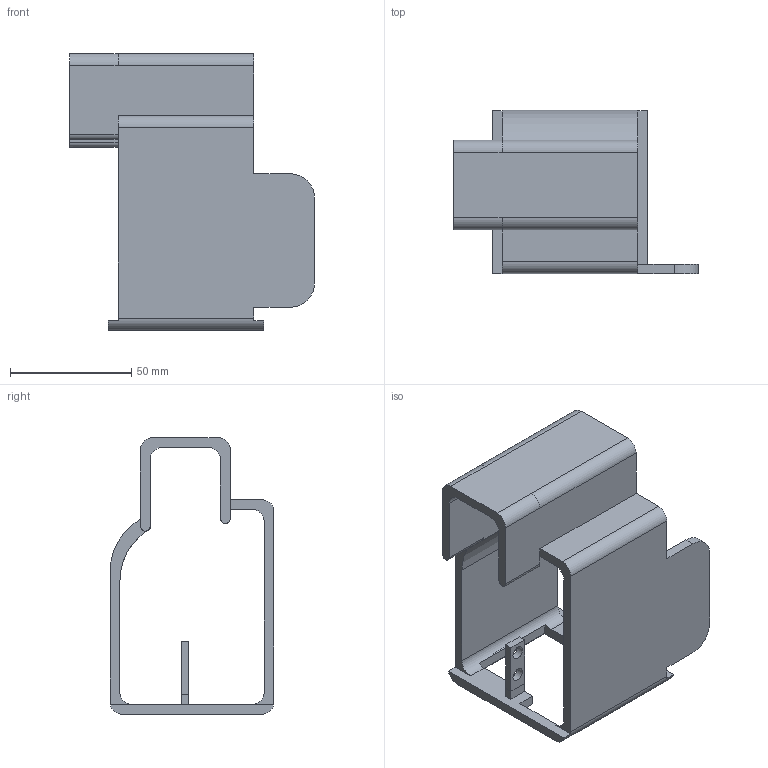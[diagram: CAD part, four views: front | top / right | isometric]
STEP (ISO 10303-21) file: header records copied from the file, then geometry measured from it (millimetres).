
FILE_DESCRIPTION(/* description */ (''),/* implementation_level */ '2;1');
FILE_NAME(/* name */ 'pitch_box_v5.stp',/* time_stamp */ '2025-01-18T15:02:31+03:00',/* author */ (''),/* organization */ (''),/* preprocessor_version */ 'ST-DEVELOPER v16',/* originating_system */ 'SIEMENS PLM Software NX 11.0',/* authorisation */ '');
FILE_SCHEMA (('AUTOMOTIVE_DESIGN { 1 0 10303 214 3 1 1 1 }'));
Length unit declared in the file: millimetre
Products named in the file (1): pitch_box2
Bounding box: 101 x 67.5 x 114 mm (x, y, z)
Volume: 84269.4 mm3; surface area: 44982.3 mm2
Topology: 2 solids, 2 shells, 78 faces, 232 edges, 155 vertices
Faces by surface type: plane 56, cylinder 22
Full cylindrical faces by diameter (mm): 5.5 x4
Entity records: 2615 total; most frequent: CARTESIAN_POINT 454, ORIENTED_EDGE 448, DIRECTION 436, EDGE_CURVE 224, LINE 170, VECTOR 170, VERTEX_POINT 151, AXIS2_PLACEMENT_3D 133
